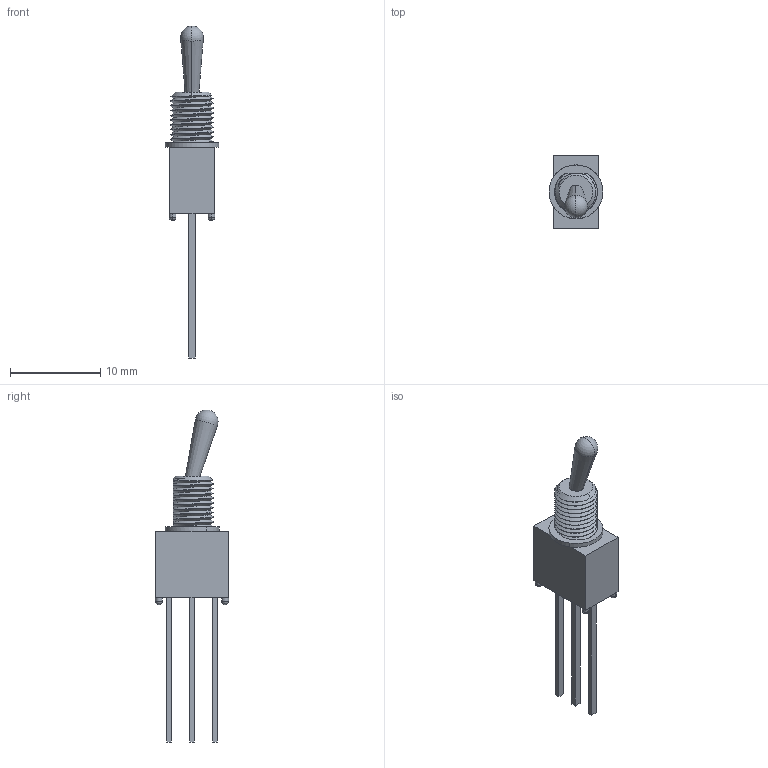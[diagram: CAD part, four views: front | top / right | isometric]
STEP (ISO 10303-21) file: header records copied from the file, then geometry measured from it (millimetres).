
FILE_DESCRIPTION((''),'2;1');
FILE_NAME('C-2267079-1','2014-06-23T',('workeradm'),('Tyco Electronics Ltd.'),'PRO/ENGINEER BY PARAMETRIC TECHNOLOGY CORPORATION, 2013050','PRO/ENGINEER BY PARAMETRIC TECHNOLOGY CORPORATION, 2013050','');
FILE_SCHEMA(('AUTOMOTIVE_DESIGN { 1 0 10303 214 1 1 1 1 }'));
Length unit declared in the file: millimetre
Products named in the file (1): C-2267079-1
Bounding box: 5.99 x 8.13 x 36.83 mm (x, y, z)
Volume: 448.7 mm3; surface area: 579.6 mm2
Topology: 1 solids, 1 shells, 84 faces, 215 edges, 128 vertices
Faces by surface type: plane 41, cylinder 21, sphere 10, bspline 8, cone 4
Entity records: 5956 total; most frequent: CARTESIAN_POINT 3926, ORIENTED_EDGE 410, DIRECTION 336, EDGE_CURVE 205, VERTEX_POINT 128, COLOUR_RGB 126, AXIS2_PLACEMENT_3D 118, VECTOR 100
